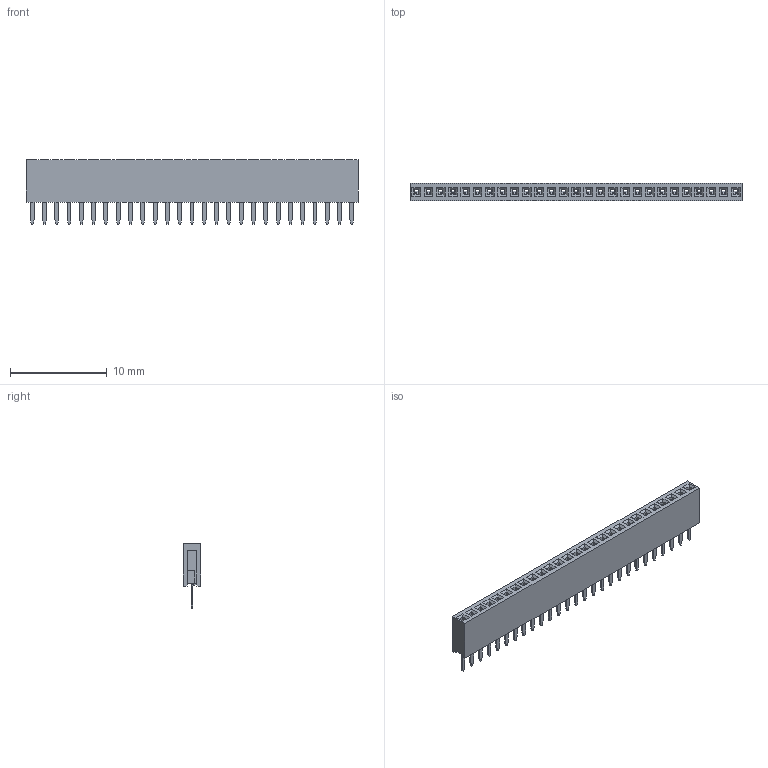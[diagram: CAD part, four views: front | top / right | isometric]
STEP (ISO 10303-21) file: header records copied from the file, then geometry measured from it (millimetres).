
FILE_DESCRIPTION(('STEP AP214'), '1');
FILE_NAME('PBS1.27', '', ('UNSPECIFIED'), ('UNSPECIFIED'), 'ASCON STEP Converter 1.6', 'ASCON Math Kernel', '');
FILE_SCHEMA(('AUTOMOTIVE_DESIGN { 1 0 10303 214 3 1 1}'));
Length unit declared in the file: millimetre
Bounding box: 34.29 x 1.8 x 6.7 mm (x, y, z)
Volume: 194.6 mm3; surface area: 1361.3 mm2
Topology: 28 solids, 28 shells, 1684 faces, 4452 edges, 2824 vertices
Faces by surface type: plane 1441, cylinder 243
Entity records: 64668 total; most frequent: CARTESIAN_POINT 8961, ORIENTED_EDGE 8904, DIRECTION 8308, EDGE_CURVE 4452, LINE 3966, VECTOR 3966, VERTEX_POINT 2824, AXIS2_PLACEMENT_3D 2171
